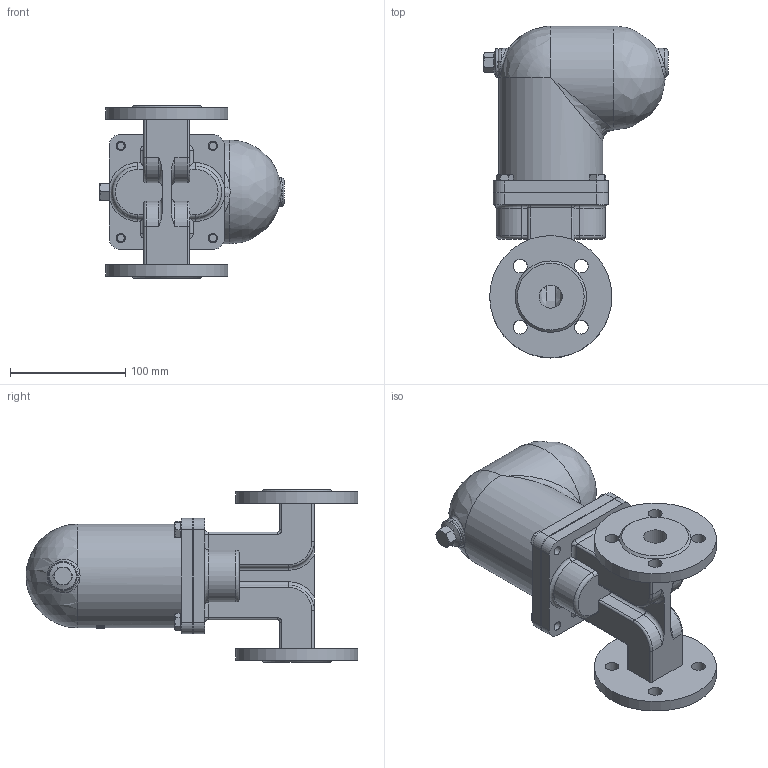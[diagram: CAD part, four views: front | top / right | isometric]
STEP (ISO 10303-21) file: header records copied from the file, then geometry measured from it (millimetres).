
FILE_DESCRIPTION(/* description */ (''),/* implementation_level */ '2;1');
FILE_NAME(/* name */ 'DN20_3D_STEP.stp',/* time_stamp */ '2024-02-13T18:33:09+03:00',/* author */ ('igorr'),/* organization */ (''),/* preprocessor_version */ 'ST-DEVELOPER v19.2',/* originating_system */ 'Autodesk Inventor 2023',/* authorisation */ '');
FILE_SCHEMA (('AUTOMOTIVE_DESIGN { 1 0 10303 214 3 1 1 }'));
Length unit declared in the file: millimetre
Products named in the file (5): Сборка; Деталь1; Деталь2; AS 1110 - M8 x 12; ANSI B18.2.3.4M - M12 x 1.75x20
Assembly tree (7 placements, depth 2):
  Сборка
    Деталь1
    Деталь2
    AS 1110 - M8 x 12  x4
    ANSI B18.2.3.4M - M12 x 1.75x20
Bounding box: 160 x 288 x 150 mm (x, y, z)
Volume: 1775616.6 mm3; surface area: 188148.6 mm2
Topology: 7 solids, 7 shells, 354 faces, 864 edges, 535 vertices
Faces by surface type: plane 163, cylinder 93, cone 38, bspline 35, torus 24, sphere 1
Full cylindrical faces by diameter (mm): 8 x12, 12 x9, 13 x4, 20 x4, 75 x1, 90 x1, 106 x2
Entity records: 9979 total; most frequent: CARTESIAN_POINT 2830, DIRECTION 1412, ORIENTED_EDGE 1404, EDGE_CURVE 702, AXIS2_PLACEMENT_3D 549, VERTEX_POINT 445, EDGE_LOOP 331, LINE 314
